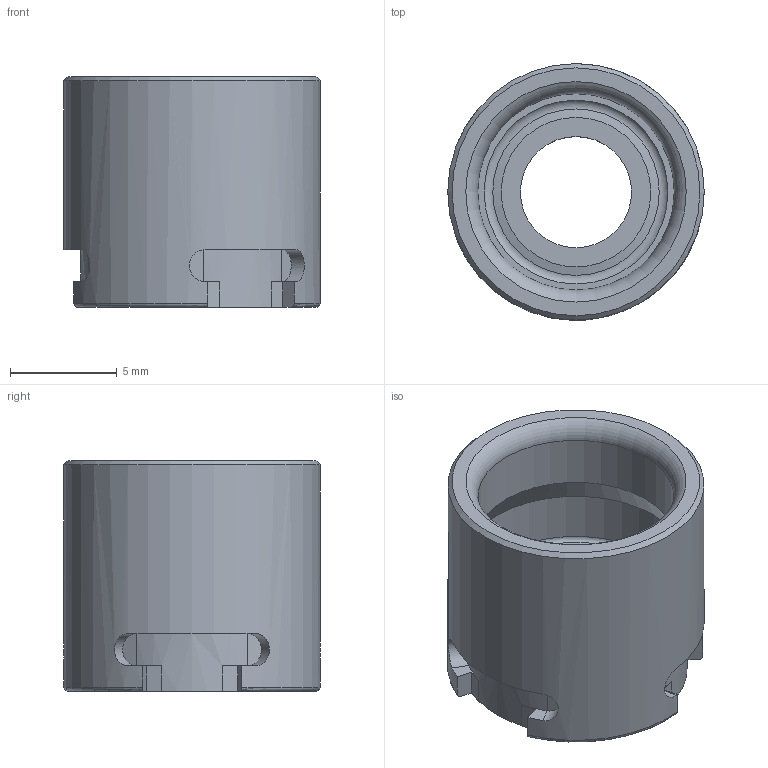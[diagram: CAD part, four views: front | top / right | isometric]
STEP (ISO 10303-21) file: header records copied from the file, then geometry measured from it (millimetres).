
FILE_DESCRIPTION(/* description */ (''),/* implementation_level */ '2;1');
FILE_NAME(/* name */ '350860000.stp',/* time_stamp */ '2022-09-23T13:20:45',/* author */ ('Ratnasingam Jekanthan'),/* organization */ ('REGO-FIX'),/* preprocessor_version */ ' Unknown',/* originating_system */ 'SIEMENS PLM Software Solid Edge ST10',/* authorization */ 'Unknown');
FILE_SCHEMA (('AUTOMOTIVE_DESIGN { 1 0 10303 214 2 1 1}'));
Length unit declared in the file: millimetre
Products named in the file (1): NOCUT
Bounding box: 12 x 12 x 10.8 mm (x, y, z)
Volume: 479.5 mm3; surface area: 922.9 mm2
Topology: 1 solids, 1 shells, 58 faces, 139 edges, 86 vertices
Faces by surface type: plane 32, cylinder 14, torus 7, cone 5
Full cylindrical faces by diameter (mm): 5.2 x1, 8.6 x1, 9.188 x1, 10.3 x1, 12 x1
Entity records: 2064 total; most frequent: CARTESIAN_POINT 323, DIRECTION 286, ORIENTED_EDGE 246, EDGE_CURVE 123, AXIS2_PLACEMENT_3D 113, VERTEX_POINT 84, EDGE_LOOP 77, FACE_BOUND 77
